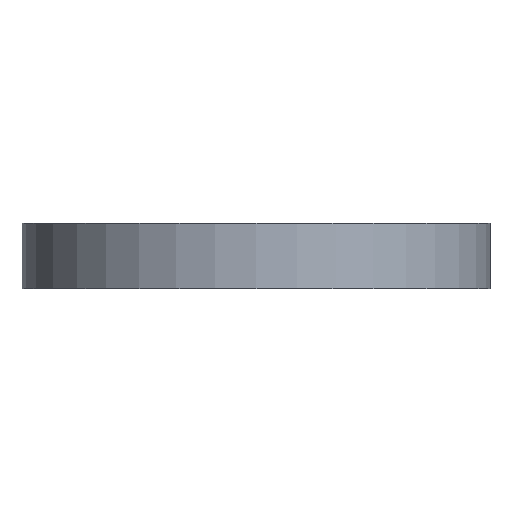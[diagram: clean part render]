
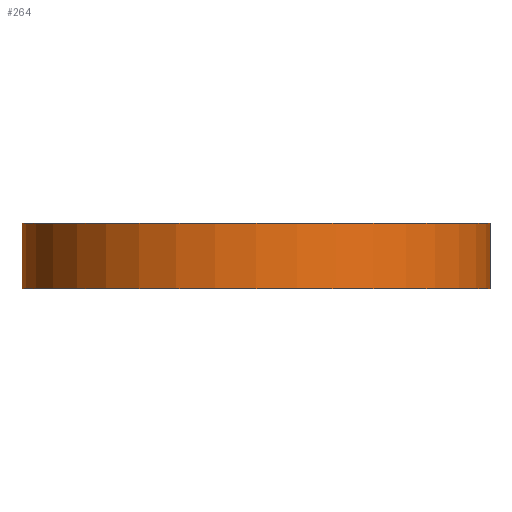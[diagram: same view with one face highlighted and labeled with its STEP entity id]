
A CAD part, front view. The second image highlights one B-rep face of the part: STEP entity #264.
In plain terms, the highlighted cylindrical face has radius 28.75 mm (diameter 57.5 mm), a partial arc.
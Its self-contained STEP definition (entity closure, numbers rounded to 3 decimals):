
#15 = ORIENTED_EDGE ( 'NONE', *, *, #742, .F. ) ;
#47 = CARTESIAN_POINT ( 'NONE',  ( 0., 0., 0. ) ) ;
#79 = VERTEX_POINT ( 'NONE', #184 ) ;
#101 = CIRCLE ( 'NONE', #1016, 28.75 ) ;
#127 = DIRECTION ( 'NONE',  ( 1., 0., 0. ) ) ;
#147 = DIRECTION ( 'NONE',  ( 0., 0., 1. ) ) ;
#184 = CARTESIAN_POINT ( 'NONE',  ( -28.75, 0., 4. ) ) ;
#199 = CARTESIAN_POINT ( 'NONE',  ( 28.75, 0., 4. ) ) ;
#210 = VECTOR ( 'NONE', #289, 1000. ) ;
#214 = CARTESIAN_POINT ( 'NONE',  ( -28.75, 0., 0. ) ) ;
#237 = EDGE_LOOP ( 'NONE', ( #609, #477, #1006, #15 ) ) ;
#264 = ADVANCED_FACE ( 'NONE', ( #1056 ), #944, .T. ) ;
#289 = DIRECTION ( 'NONE',  ( 0., 0., 1. ) ) ;
#309 = CARTESIAN_POINT ( 'NONE',  ( 28.75, 0., -4. ) ) ;
#315 = VERTEX_POINT ( 'NONE', #309 ) ;
#329 = AXIS2_PLACEMENT_3D ( 'NONE', #47, #622, #127 ) ;
#346 = AXIS2_PLACEMENT_3D ( 'NONE', #643, #147, #723 ) ;
#353 = EDGE_CURVE ( 'NONE', #315, #1021, #1018, .T. ) ;
#395 = CARTESIAN_POINT ( 'NONE',  ( 0., 0., -4. ) ) ;
#421 = LINE ( 'NONE', #214, #210 ) ;
#454 = CARTESIAN_POINT ( 'NONE',  ( 28.75, 0., 0. ) ) ;
#477 = ORIENTED_EDGE ( 'NONE', *, *, #516, .T. ) ;
#478 = DIRECTION ( 'NONE',  ( 1., 0., 0. ) ) ;
#516 = EDGE_CURVE ( 'NONE', #705, #315, #101, .T. ) ;
#609 = ORIENTED_EDGE ( 'NONE', *, *, #951, .F. ) ;
#622 = DIRECTION ( 'NONE',  ( 0., 0., 1. ) ) ;
#625 = CIRCLE ( 'NONE', #346, 28.75 ) ;
#643 = CARTESIAN_POINT ( 'NONE',  ( 0., 0., 4. ) ) ;
#705 = VERTEX_POINT ( 'NONE', #830 ) ;
#723 = DIRECTION ( 'NONE',  ( 1., 0., 0. ) ) ;
#742 = EDGE_CURVE ( 'NONE', #79, #1021, #625, .T. ) ;
#779 = DIRECTION ( 'NONE',  ( 0., 0., 1. ) ) ;
#830 = CARTESIAN_POINT ( 'NONE',  ( -28.75, 0., -4. ) ) ;
#944 = CYLINDRICAL_SURFACE ( 'NONE', #329, 28.75 ) ;
#951 = EDGE_CURVE ( 'NONE', #705, #79, #421, .T. ) ;
#963 = DIRECTION ( 'NONE',  ( 0., 0., 1. ) ) ;
#966 = VECTOR ( 'NONE', #779, 1000. ) ;
#1006 = ORIENTED_EDGE ( 'NONE', *, *, #353, .T. ) ;
#1016 = AXIS2_PLACEMENT_3D ( 'NONE', #395, #963, #478 ) ;
#1018 = LINE ( 'NONE', #454, #966 ) ;
#1021 = VERTEX_POINT ( 'NONE', #199 ) ;
#1056 = FACE_OUTER_BOUND ( 'NONE', #237, .T. ) ;
